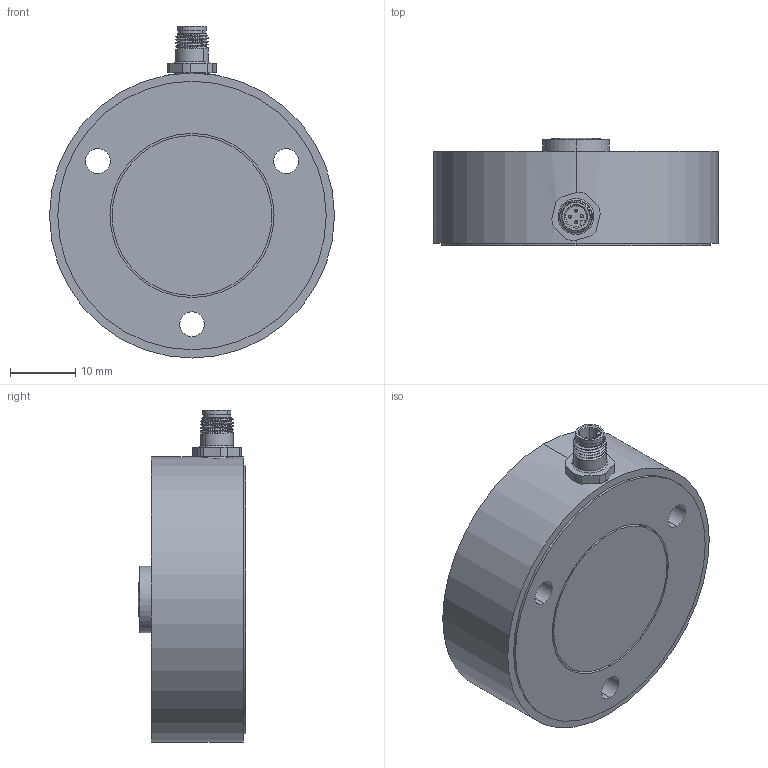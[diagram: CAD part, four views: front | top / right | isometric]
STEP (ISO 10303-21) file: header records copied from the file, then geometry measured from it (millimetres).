
FILE_DESCRIPTION (( 'STEP AP214' ), '1' );
FILE_NAME ('PK3-3K to 10K X1 (STEP).STEP', '2023-09-15T19:40:46', ( '' ), ( '' ), 'SwSTEP 2.0', 'SolidWorks 2021', '' );
FILE_SCHEMA (( 'AUTOMOTIVE_DESIGN' ));
Length unit declared in the file: inch
Products named in the file (1): PK3-3K to 10K X1 (STEP)
Bounding box: 43.69 x 16.51 x 50.89 mm (x, y, z)
Volume: 18208.8 mm3; surface area: 7891.9 mm2
Topology: 3 solids, 4 shells, 184 faces, 461 edges, 297 vertices
Faces by surface type: cylinder 112, plane 37, cone 13, sphere 10, torus 8, bspline 4
Entity records: 9637 total; most frequent: CARTESIAN_POINT 2899, ORIENTED_EDGE 890, DIRECTION 885, EDGE_CURVE 445, AXIS2_PLACEMENT_3D 365, VERTEX_POINT 289, EDGE_LOOP 214, LENGTH_MEASURE_WITH_UNIT 189
